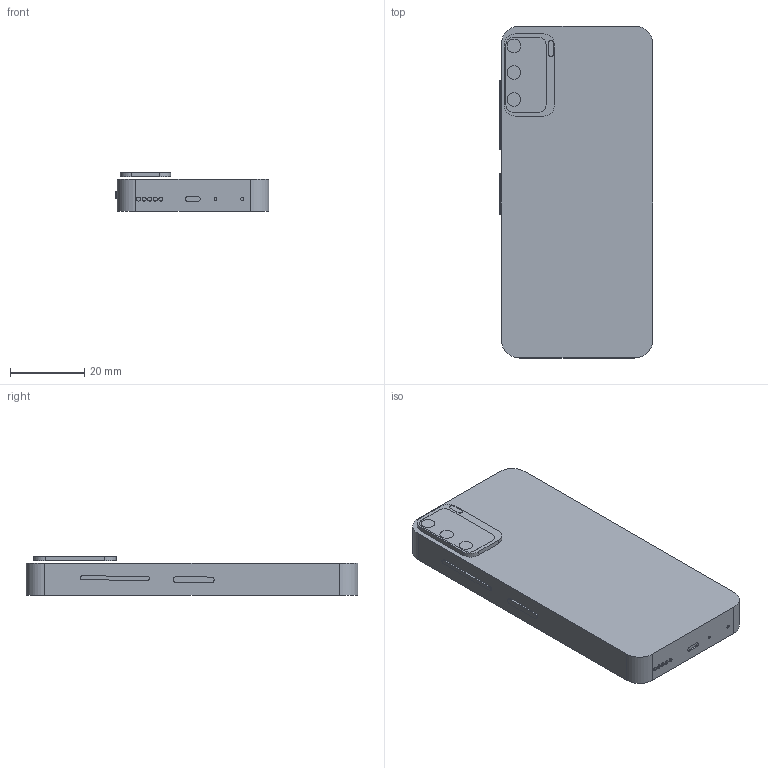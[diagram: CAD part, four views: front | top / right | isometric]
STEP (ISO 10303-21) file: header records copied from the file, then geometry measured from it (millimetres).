
FILE_DESCRIPTION (( 'STEP AP203' ), '1' );
FILE_NAME ('踢迿倓.STEP', '2025-01-14T11:44:15', ( '' ), ( '' ), 'SwSTEP 2.0', 'SolidWorks 2024', '' );
FILE_SCHEMA (( 'CONFIG_CONTROL_DESIGN' ));
Length unit declared in the file: millimetre
Products named in the file (5): 手机华为p40; 金禹兴; 音量键; 摄像头; 息屏键
Assembly tree (4 placements, depth 2):
  金禹兴
    手机华为p40
    摄像头
    息屏键
    音量键
Bounding box: 41.44 x 89.34 x 10.51 mm (x, y, z)
Volume: 31788.2 mm3; surface area: 10219.7 mm2
Topology: 4 solids, 4 shells, 95 faces, 213 edges, 142 vertices
Faces by surface type: cylinder 49, plane 46
Entity records: 3208 total; most frequent: DIRECTION 515, CARTESIAN_POINT 457, ORIENTED_EDGE 426, EDGE_CURVE 213, AXIS2_PLACEMENT_3D 200, VERTEX_POINT 142, VECTOR 115, LINE 115
